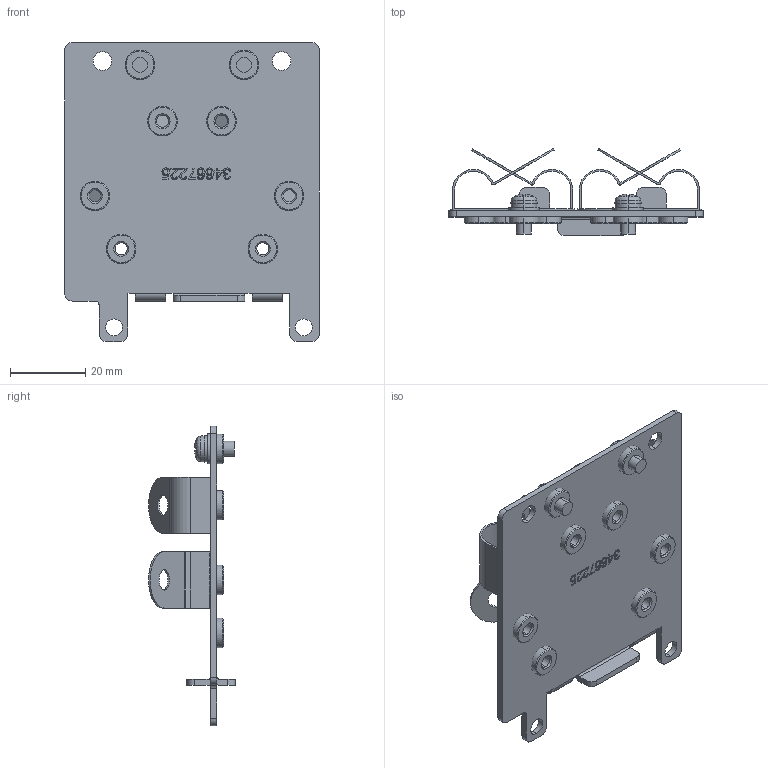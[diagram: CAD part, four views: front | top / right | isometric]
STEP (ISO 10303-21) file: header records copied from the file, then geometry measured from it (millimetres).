
FILE_DESCRIPTION (( 'STEP AP214' ), '1' );
FILE_NAME ('GS20A-ESP-B b.STEP', '2020-04-07T18:48:58', ( '' ), ( '' ), 'SwSTEP 2.0', 'SolidWorks 2017', '' );
FILE_SCHEMA (( 'AUTOMOTIVE_DESIGN' ));
Length unit declared in the file: inch
Products named in the file (1): GS20A-ESP-B b
Bounding box: 67.7 x 23.11 x 79.7 mm (x, y, z)
Volume: 10772 mm3; surface area: 20588.6 mm2
Topology: 15 solids, 15 shells, 664 faces, 1669 edges, 1090 vertices
Faces by surface type: plane 278, cylinder 174, bspline 144, cone 68
Entity records: 21661 total; most frequent: CARTESIAN_POINT 5404, ORIENTED_EDGE 3338, DIRECTION 2851, EDGE_CURVE 1669, VERTEX_POINT 1090, AXIS2_PLACEMENT_3D 961, LINE 929, VECTOR 929
